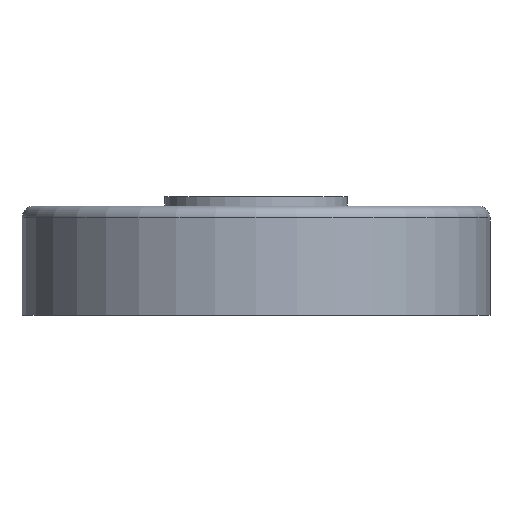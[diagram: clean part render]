
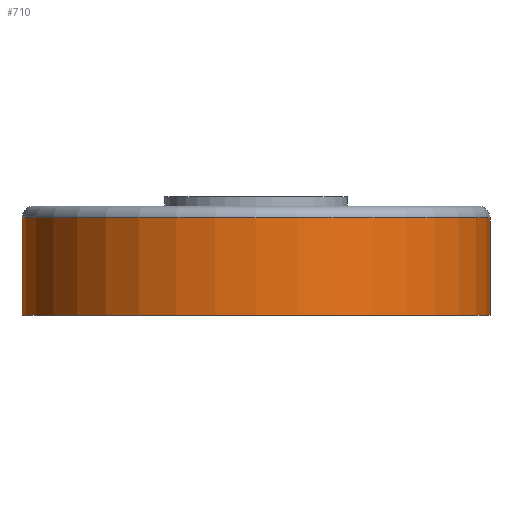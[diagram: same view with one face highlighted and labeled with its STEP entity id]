
A CAD part, front view. The second image highlights one B-rep face of the part: STEP entity #710.
In plain terms, the highlighted cylindrical face has radius 9.85 mm (diameter 19.7 mm), a partial arc.
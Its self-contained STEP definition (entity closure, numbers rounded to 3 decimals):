
#1 = CARTESIAN_POINT ( 'NONE',  ( 9.85, 0., 0. ) ) ;
#40 = DIRECTION ( 'NONE',  ( 1., 0., 0. ) ) ;
#87 = CIRCLE ( 'NONE', #1515, 9.85 ) ;
#91 = EDGE_CURVE ( 'NONE', #1683, #821, #1606, .T. ) ;
#135 = CARTESIAN_POINT ( 'NONE',  ( 9.85, 0., 5. ) ) ;
#145 = DIRECTION ( 'NONE',  ( -1., 0., 0. ) ) ;
#153 = VERTEX_POINT ( 'NONE', #1333 ) ;
#278 = DIRECTION ( 'NONE',  ( 0., 0., -1. ) ) ;
#313 = DIRECTION ( 'NONE',  ( 0., 0., 1. ) ) ;
#336 = EDGE_CURVE ( 'NONE', #153, #1683, #1873, .T. ) ;
#385 = VECTOR ( 'NONE', #278, 1000. ) ;
#411 = CYLINDRICAL_SURFACE ( 'NONE', #1131, 9.85 ) ;
#414 = CARTESIAN_POINT ( 'NONE',  ( -9.85, 0., 5. ) ) ;
#431 = ORIENTED_EDGE ( 'NONE', *, *, #336, .T. ) ;
#440 = CARTESIAN_POINT ( 'NONE',  ( 0., 0., 0. ) ) ;
#507 = EDGE_CURVE ( 'NONE', #776, #153, #87, .T. ) ;
#642 = EDGE_CURVE ( 'NONE', #776, #821, #1455, .T. ) ;
#710 = ADVANCED_FACE ( 'NONE', ( #1146 ), #411, .T. ) ;
#776 = VERTEX_POINT ( 'NONE', #1522 ) ;
#793 = CARTESIAN_POINT ( 'NONE',  ( -9.85, 0., 0. ) ) ;
#810 = DIRECTION ( 'NONE',  ( 0., 0., -1. ) ) ;
#821 = VERTEX_POINT ( 'NONE', #1 ) ;
#840 = CARTESIAN_POINT ( 'NONE',  ( 0., 0., 5. ) ) ;
#951 = ORIENTED_EDGE ( 'NONE', *, *, #642, .F. ) ;
#952 = DIRECTION ( 'NONE',  ( 1., 0., 0. ) ) ;
#995 = VECTOR ( 'NONE', #1735, 1000. ) ;
#1131 = AXIS2_PLACEMENT_3D ( 'NONE', #840, #1419, #145 ) ;
#1146 = FACE_OUTER_BOUND ( 'NONE', #1654, .T. ) ;
#1333 = CARTESIAN_POINT ( 'NONE',  ( -9.85, 0., 4.1 ) ) ;
#1407 = ORIENTED_EDGE ( 'NONE', *, *, #507, .T. ) ;
#1419 = DIRECTION ( 'NONE',  ( 0., 0., -1. ) ) ;
#1455 = LINE ( 'NONE', #135, #995 ) ;
#1463 = ORIENTED_EDGE ( 'NONE', *, *, #91, .T. ) ;
#1515 = AXIS2_PLACEMENT_3D ( 'NONE', #1529, #810, #952 ) ;
#1522 = CARTESIAN_POINT ( 'NONE',  ( 9.85, 0., 4.1 ) ) ;
#1529 = CARTESIAN_POINT ( 'NONE',  ( 0., 0., 4.1 ) ) ;
#1606 = CIRCLE ( 'NONE', #1762, 9.85 ) ;
#1654 = EDGE_LOOP ( 'NONE', ( #951, #1407, #431, #1463 ) ) ;
#1683 = VERTEX_POINT ( 'NONE', #793 ) ;
#1735 = DIRECTION ( 'NONE',  ( 0., 0., -1. ) ) ;
#1762 = AXIS2_PLACEMENT_3D ( 'NONE', #440, #313, #40 ) ;
#1873 = LINE ( 'NONE', #414, #385 ) ;
